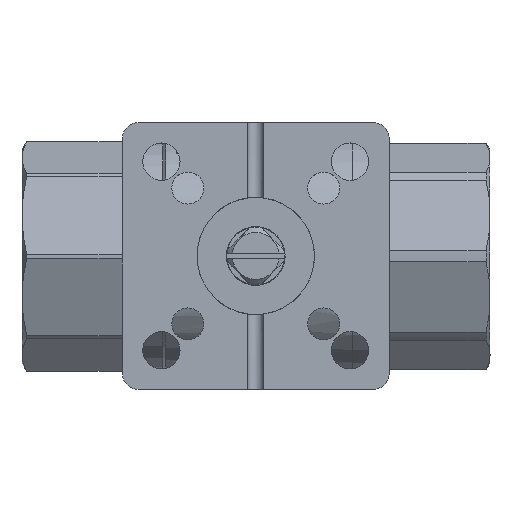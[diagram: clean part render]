
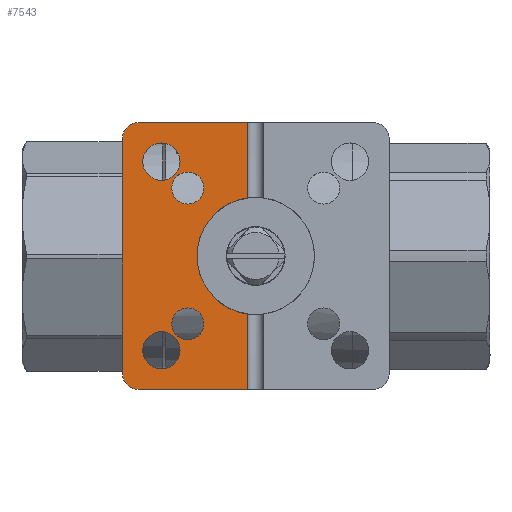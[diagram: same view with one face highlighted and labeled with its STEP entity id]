
A CAD part, top view. The second image highlights one B-rep face of the part: STEP entity #7543.
In plain terms, the highlighted planar face has unit normal (0, 0, 1).
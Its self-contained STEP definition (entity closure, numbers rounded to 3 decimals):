
#316=PLANE('',#8100);
#495=LINE('',#9961,#822);
#498=LINE('',#9986,#825);
#509=LINE('',#10141,#836);
#771=LINE('',#14026,#1098);
#772=LINE('',#14028,#1099);
#822=VECTOR('',#8343,1000.);
#825=VECTOR('',#8350,1000.);
#836=VECTOR('',#8507,1000.);
#1098=VECTOR('',#9427,1000.);
#1099=VECTOR('',#9430,1000.);
#2253=ORIENTED_EDGE('',*,*,#3193,.T.);
#2254=ORIENTED_EDGE('',*,*,#2644,.F.);
#2255=ORIENTED_EDGE('',*,*,#3190,.T.);
#2256=ORIENTED_EDGE('',*,*,#2638,.F.);
#2257=ORIENTED_EDGE('',*,*,#3192,.T.);
#2258=ORIENTED_EDGE('',*,*,#2685,.T.);
#2259=ORIENTED_EDGE('',*,*,#2699,.T.);
#2260=ORIENTED_EDGE('',*,*,#2693,.T.);
#2261=ORIENTED_EDGE('',*,*,#2667,.T.);
#2262=ORIENTED_EDGE('',*,*,#2679,.T.);
#2263=ORIENTED_EDGE('',*,*,#2677,.T.);
#2264=ORIENTED_EDGE('',*,*,#2673,.T.);
#2638=EDGE_CURVE('',#3381,#3383,#495,.T.);
#2644=EDGE_CURVE('',#3388,#3386,#498,.T.);
#2667=EDGE_CURVE('',#3411,#3411,#3934,.T.);
#2673=EDGE_CURVE('',#3417,#3417,#3940,.T.);
#2677=EDGE_CURVE('',#3421,#3421,#3944,.T.);
#2679=EDGE_CURVE('',#3423,#3423,#3946,.T.);
#2685=EDGE_CURVE('',#3429,#3430,#3950,.T.);
#2693=EDGE_CURVE('',#3437,#3438,#3954,.T.);
#2699=EDGE_CURVE('',#3430,#3437,#509,.T.);
#3190=EDGE_CURVE('',#3388,#3383,#4062,.T.);
#3192=EDGE_CURVE('',#3381,#3429,#771,.T.);
#3193=EDGE_CURVE('',#3438,#3386,#772,.T.);
#3381=VERTEX_POINT('',#9959);
#3383=VERTEX_POINT('',#9962);
#3386=VERTEX_POINT('',#9975);
#3388=VERTEX_POINT('',#9985);
#3411=VERTEX_POINT('',#10068);
#3417=VERTEX_POINT('',#10083);
#3421=VERTEX_POINT('',#10093);
#3423=VERTEX_POINT('',#10098);
#3429=VERTEX_POINT('',#10112);
#3430=VERTEX_POINT('',#10113);
#3437=VERTEX_POINT('',#10130);
#3438=VERTEX_POINT('',#10131);
#3934=CIRCLE('',#7735,3.);
#3940=CIRCLE('',#7744,3.);
#3944=CIRCLE('',#7750,3.5);
#3946=CIRCLE('',#7753,3.5);
#3950=CIRCLE('',#7759,3.);
#3954=CIRCLE('',#7765,3.);
#4062=CIRCLE('',#8096,11.);
#4498=EDGE_LOOP('',(#2253,#2254,#2255,#2256,#2257,#2258,#2259,#2260));
#4499=EDGE_LOOP('',(#2261));
#4500=EDGE_LOOP('',(#2262));
#4501=EDGE_LOOP('',(#2263));
#4502=EDGE_LOOP('',(#2264));
#5004=FACE_BOUND('',#4498,.T.);
#5005=FACE_BOUND('',#4499,.T.);
#5006=FACE_BOUND('',#4500,.T.);
#5007=FACE_BOUND('',#4501,.T.);
#5008=FACE_BOUND('',#4502,.T.);
#7543=ADVANCED_FACE('',(#5004,#5005,#5006,#5007,#5008),#316,.T.);
#7735=AXIS2_PLACEMENT_3D('',#10067,#8429,#8430);
#7744=AXIS2_PLACEMENT_3D('',#10082,#8447,#8448);
#7750=AXIS2_PLACEMENT_3D('',#10092,#8459,#8460);
#7753=AXIS2_PLACEMENT_3D('',#10097,#8465,#8466);
#7759=AXIS2_PLACEMENT_3D('',#10111,#8479,#8480);
#7765=AXIS2_PLACEMENT_3D('',#10129,#8495,#8496);
#8096=AXIS2_PLACEMENT_3D('',#14023,#9422,#9423);
#8100=AXIS2_PLACEMENT_3D('',#14031,#9434,#9435);
#8343=DIRECTION('',(0.,-1.,0.));
#8350=DIRECTION('',(0.,-1.,0.));
#8429=DIRECTION('',(0.,0.,-1.));
#8430=DIRECTION('',(1.,0.,0.));
#8447=DIRECTION('',(0.,0.,-1.));
#8448=DIRECTION('',(1.,0.,0.));
#8459=DIRECTION('',(0.,0.,-1.));
#8460=DIRECTION('',(1.,0.,0.));
#8465=DIRECTION('',(0.,0.,-1.));
#8466=DIRECTION('',(1.,0.,0.));
#8479=DIRECTION('',(0.,0.,1.));
#8480=DIRECTION('',(1.,0.,0.));
#8495=DIRECTION('',(0.,0.,1.));
#8496=DIRECTION('',(1.,0.,0.));
#8507=DIRECTION('',(0.,-1.,0.));
#9422=DIRECTION('',(0.,0.,-1.));
#9423=DIRECTION('',(-1.,0.,0.));
#9427=DIRECTION('',(-1.,0.,0.));
#9430=DIRECTION('',(1.,0.,0.));
#9434=DIRECTION('',(0.,0.,1.));
#9435=DIRECTION('',(1.,0.,0.));
#9959=CARTESIAN_POINT('',(-1.5,25.,45.));
#9961=CARTESIAN_POINT('',(-1.5,84.835,45.));
#9962=CARTESIAN_POINT('',(-1.5,10.897,45.));
#9975=CARTESIAN_POINT('',(-1.5,-25.,45.));
#9985=CARTESIAN_POINT('',(-1.5,-10.897,45.));
#9986=CARTESIAN_POINT('',(-1.5,84.835,45.));
#10067=CARTESIAN_POINT('',(-12.728,-12.728,45.));
#10068=CARTESIAN_POINT('',(-9.728,-12.728,45.));
#10082=CARTESIAN_POINT('',(-12.728,12.728,45.));
#10083=CARTESIAN_POINT('',(-9.728,12.728,45.));
#10092=CARTESIAN_POINT('',(-17.678,-17.678,45.));
#10093=CARTESIAN_POINT('',(-14.178,-17.678,45.));
#10097=CARTESIAN_POINT('',(-17.678,17.678,45.));
#10098=CARTESIAN_POINT('',(-14.178,17.678,45.));
#10111=CARTESIAN_POINT('',(-22.,22.,45.));
#10112=CARTESIAN_POINT('',(-22.,25.,45.));
#10113=CARTESIAN_POINT('',(-25.,22.,45.));
#10129=CARTESIAN_POINT('',(-22.,-22.,45.));
#10130=CARTESIAN_POINT('',(-25.,-22.,45.));
#10131=CARTESIAN_POINT('',(-22.,-25.,45.));
#10141=CARTESIAN_POINT('',(-25.,25.,45.));
#14023=CARTESIAN_POINT('',(0.,0.,45.));
#14026=CARTESIAN_POINT('',(25.,25.,45.));
#14028=CARTESIAN_POINT('',(-25.,-25.,45.));
#14031=CARTESIAN_POINT('',(-25.,-25.,45.));
